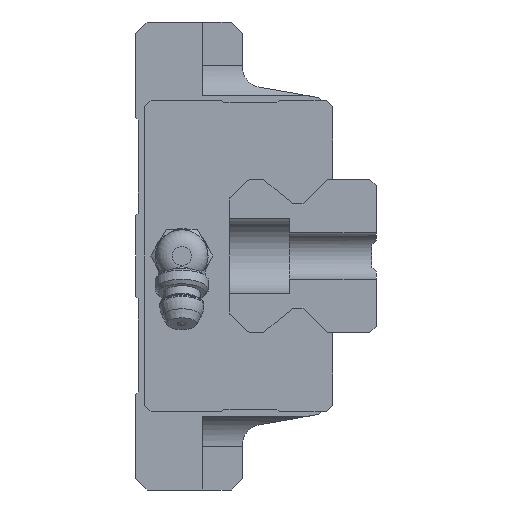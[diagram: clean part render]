
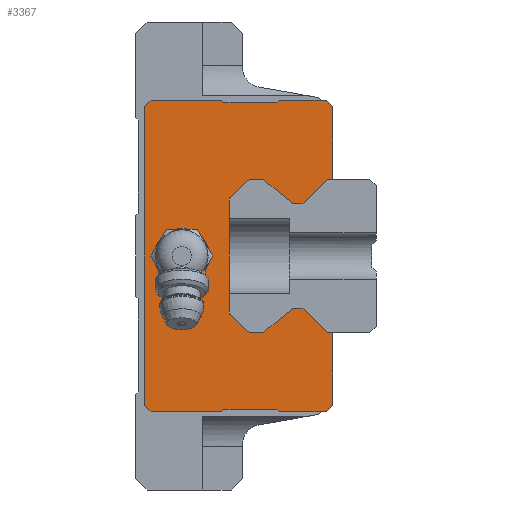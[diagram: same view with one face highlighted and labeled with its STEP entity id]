
A CAD part, left-side view. The second image highlights one B-rep face of the part: STEP entity #3367.
In plain terms, the highlighted planar face has unit normal (-1, 0, 0).
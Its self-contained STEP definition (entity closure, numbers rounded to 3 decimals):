
#670=ORIENTED_EDGE('',*,*,#1398,.F.);
#671=ORIENTED_EDGE('',*,*,#1429,.F.);
#672=ORIENTED_EDGE('',*,*,#1427,.F.);
#673=ORIENTED_EDGE('',*,*,#1425,.F.);
#674=ORIENTED_EDGE('',*,*,#1423,.F.);
#675=ORIENTED_EDGE('',*,*,#1421,.F.);
#676=ORIENTED_EDGE('',*,*,#1419,.F.);
#677=ORIENTED_EDGE('',*,*,#1417,.F.);
#678=ORIENTED_EDGE('',*,*,#1415,.F.);
#679=ORIENTED_EDGE('',*,*,#1413,.F.);
#680=ORIENTED_EDGE('',*,*,#1285,.F.);
#681=ORIENTED_EDGE('',*,*,#1282,.F.);
#682=ORIENTED_EDGE('',*,*,#1279,.F.);
#683=ORIENTED_EDGE('',*,*,#1276,.F.);
#684=ORIENTED_EDGE('',*,*,#1273,.F.);
#685=ORIENTED_EDGE('',*,*,#1270,.F.);
#686=ORIENTED_EDGE('',*,*,#1267,.F.);
#687=ORIENTED_EDGE('',*,*,#1264,.F.);
#688=ORIENTED_EDGE('',*,*,#1261,.F.);
#689=ORIENTED_EDGE('',*,*,#1258,.F.);
#690=ORIENTED_EDGE('',*,*,#1255,.F.);
#691=ORIENTED_EDGE('',*,*,#1252,.F.);
#692=ORIENTED_EDGE('',*,*,#1247,.F.);
#693=ORIENTED_EDGE('',*,*,#1412,.F.);
#694=ORIENTED_EDGE('',*,*,#1410,.F.);
#695=ORIENTED_EDGE('',*,*,#1408,.F.);
#696=ORIENTED_EDGE('',*,*,#1406,.F.);
#697=ORIENTED_EDGE('',*,*,#1404,.F.);
#698=ORIENTED_EDGE('',*,*,#1402,.F.);
#699=ORIENTED_EDGE('',*,*,#1400,.F.);
#700=ORIENTED_EDGE('',*,*,#1430,.T.);
#701=ORIENTED_EDGE('',*,*,#1431,.T.);
#702=ORIENTED_EDGE('',*,*,#1432,.T.);
#703=ORIENTED_EDGE('',*,*,#1433,.T.);
#704=ORIENTED_EDGE('',*,*,#1434,.T.);
#705=ORIENTED_EDGE('',*,*,#1435,.T.);
#1247=EDGE_CURVE('',#1709,#1710,#2025,.T.);
#1252=EDGE_CURVE('',#1710,#1714,#2030,.T.);
#1255=EDGE_CURVE('',#1714,#1716,#2033,.T.);
#1258=EDGE_CURVE('',#1716,#1718,#2036,.T.);
#1261=EDGE_CURVE('',#1718,#1720,#2039,.T.);
#1264=EDGE_CURVE('',#1720,#1722,#2042,.T.);
#1267=EDGE_CURVE('',#1722,#1724,#2045,.T.);
#1270=EDGE_CURVE('',#1724,#1726,#2048,.T.);
#1273=EDGE_CURVE('',#1726,#1728,#2051,.T.);
#1276=EDGE_CURVE('',#1728,#1730,#2054,.T.);
#1279=EDGE_CURVE('',#1730,#1732,#2057,.T.);
#1282=EDGE_CURVE('',#1732,#1734,#2060,.T.);
#1285=EDGE_CURVE('',#1734,#1736,#2063,.T.);
#1398=EDGE_CURVE('',#1805,#1806,#2169,.T.);
#1400=EDGE_CURVE('',#1806,#1807,#2171,.T.);
#1402=EDGE_CURVE('',#1807,#1808,#2173,.T.);
#1404=EDGE_CURVE('',#1808,#1809,#2175,.T.);
#1406=EDGE_CURVE('',#1809,#1810,#2177,.T.);
#1408=EDGE_CURVE('',#1810,#1811,#2179,.T.);
#1410=EDGE_CURVE('',#1811,#1812,#2181,.T.);
#1412=EDGE_CURVE('',#1812,#1709,#2183,.T.);
#1413=EDGE_CURVE('',#1736,#1813,#2184,.T.);
#1415=EDGE_CURVE('',#1813,#1814,#2186,.T.);
#1417=EDGE_CURVE('',#1814,#1815,#2188,.T.);
#1419=EDGE_CURVE('',#1815,#1816,#2190,.T.);
#1421=EDGE_CURVE('',#1816,#1817,#2192,.T.);
#1423=EDGE_CURVE('',#1817,#1818,#2194,.T.);
#1425=EDGE_CURVE('',#1818,#1819,#2196,.T.);
#1427=EDGE_CURVE('',#1819,#1820,#2198,.T.);
#1429=EDGE_CURVE('',#1820,#1805,#2200,.T.);
#1430=EDGE_CURVE('',#1821,#1822,#2201,.T.);
#1431=EDGE_CURVE('',#1822,#1823,#2202,.T.);
#1432=EDGE_CURVE('',#1823,#1824,#2203,.T.);
#1433=EDGE_CURVE('',#1824,#1825,#2204,.T.);
#1434=EDGE_CURVE('',#1825,#1826,#2205,.T.);
#1435=EDGE_CURVE('',#1826,#1821,#2206,.T.);
#1709=VERTEX_POINT('',#4948);
#1710=VERTEX_POINT('',#4950);
#1714=VERTEX_POINT('',#4960);
#1716=VERTEX_POINT('',#4966);
#1718=VERTEX_POINT('',#4972);
#1720=VERTEX_POINT('',#4978);
#1722=VERTEX_POINT('',#4984);
#1724=VERTEX_POINT('',#4990);
#1726=VERTEX_POINT('',#4996);
#1728=VERTEX_POINT('',#5002);
#1730=VERTEX_POINT('',#5008);
#1732=VERTEX_POINT('',#5014);
#1734=VERTEX_POINT('',#5020);
#1736=VERTEX_POINT('',#5026);
#1805=VERTEX_POINT('',#5246);
#1806=VERTEX_POINT('',#5248);
#1807=VERTEX_POINT('',#5252);
#1808=VERTEX_POINT('',#5256);
#1809=VERTEX_POINT('',#5260);
#1810=VERTEX_POINT('',#5264);
#1811=VERTEX_POINT('',#5268);
#1812=VERTEX_POINT('',#5272);
#1813=VERTEX_POINT('',#5278);
#1814=VERTEX_POINT('',#5282);
#1815=VERTEX_POINT('',#5286);
#1816=VERTEX_POINT('',#5290);
#1817=VERTEX_POINT('',#5294);
#1818=VERTEX_POINT('',#5298);
#1819=VERTEX_POINT('',#5302);
#1820=VERTEX_POINT('',#5306);
#1821=VERTEX_POINT('',#5312);
#1822=VERTEX_POINT('',#5313);
#1823=VERTEX_POINT('',#5315);
#1824=VERTEX_POINT('',#5317);
#1825=VERTEX_POINT('',#5319);
#1826=VERTEX_POINT('',#5321);
#2025=LINE('',#4949,#2399);
#2030=LINE('',#4959,#2404);
#2033=LINE('',#4965,#2407);
#2036=LINE('',#4971,#2410);
#2039=LINE('',#4977,#2413);
#2042=LINE('',#4983,#2416);
#2045=LINE('',#4989,#2419);
#2048=LINE('',#4995,#2422);
#2051=LINE('',#5001,#2425);
#2054=LINE('',#5007,#2428);
#2057=LINE('',#5013,#2431);
#2060=LINE('',#5019,#2434);
#2063=LINE('',#5025,#2437);
#2169=LINE('',#5247,#2543);
#2171=LINE('',#5251,#2545);
#2173=LINE('',#5255,#2547);
#2175=LINE('',#5259,#2549);
#2177=LINE('',#5263,#2551);
#2179=LINE('',#5267,#2553);
#2181=LINE('',#5271,#2555);
#2183=LINE('',#5275,#2557);
#2184=LINE('',#5277,#2558);
#2186=LINE('',#5281,#2560);
#2188=LINE('',#5285,#2562);
#2190=LINE('',#5289,#2564);
#2192=LINE('',#5293,#2566);
#2194=LINE('',#5297,#2568);
#2196=LINE('',#5301,#2570);
#2198=LINE('',#5305,#2572);
#2200=LINE('',#5309,#2574);
#2201=LINE('',#5311,#2575);
#2202=LINE('',#5314,#2576);
#2203=LINE('',#5316,#2577);
#2204=LINE('',#5318,#2578);
#2205=LINE('',#5320,#2579);
#2206=LINE('',#5322,#2580);
#2399=VECTOR('',#3922,1000.);
#2404=VECTOR('',#3929,1000.);
#2407=VECTOR('',#3934,1000.);
#2410=VECTOR('',#3939,1000.);
#2413=VECTOR('',#3944,1000.);
#2416=VECTOR('',#3949,1000.);
#2419=VECTOR('',#3954,1000.);
#2422=VECTOR('',#3959,1000.);
#2425=VECTOR('',#3964,1000.);
#2428=VECTOR('',#3969,1000.);
#2431=VECTOR('',#3974,1000.);
#2434=VECTOR('',#3979,1000.);
#2437=VECTOR('',#3984,1000.);
#2543=VECTOR('',#4182,1000.);
#2545=VECTOR('',#4186,1000.);
#2547=VECTOR('',#4190,1000.);
#2549=VECTOR('',#4194,1000.);
#2551=VECTOR('',#4198,1000.);
#2553=VECTOR('',#4202,1000.);
#2555=VECTOR('',#4206,1000.);
#2557=VECTOR('',#4210,1000.);
#2558=VECTOR('',#4213,1000.);
#2560=VECTOR('',#4217,1000.);
#2562=VECTOR('',#4221,1000.);
#2564=VECTOR('',#4225,1000.);
#2566=VECTOR('',#4229,1000.);
#2568=VECTOR('',#4233,1000.);
#2570=VECTOR('',#4237,1000.);
#2572=VECTOR('',#4241,1000.);
#2574=VECTOR('',#4245,1000.);
#2575=VECTOR('',#4248,1000.);
#2576=VECTOR('',#4249,1000.);
#2577=VECTOR('',#4250,1000.);
#2578=VECTOR('',#4251,1000.);
#2579=VECTOR('',#4252,1000.);
#2580=VECTOR('',#4253,1000.);
#2786=EDGE_LOOP('',(#670,#671,#672,#673,#674,#675,#676,#677,#678,#679,#680,
#681,#682,#683,#684,#685,#686,#687,#688,#689,#690,#691,#692,#693,#694,#695,
#696,#697,#698,#699));
#2787=EDGE_LOOP('',(#700,#701,#702,#703,#704,#705));
#3007=FACE_BOUND('',#2786,.T.);
#3008=FACE_BOUND('',#2787,.T.);
#3215=PLANE('',#3604);
#3367=ADVANCED_FACE('',(#3007,#3008),#3215,.F.);
#3604=AXIS2_PLACEMENT_3D('',#5310,#4246,#4247);
#3922=DIRECTION('',(0.,1.,0.));
#3929=DIRECTION('',(0.,0.707,-0.707));
#3934=DIRECTION('',(0.,1.,0.));
#3939=DIRECTION('',(0.,0.78,0.626));
#3944=DIRECTION('',(0.,1.,0.));
#3949=DIRECTION('',(0.,0.729,-0.685));
#3954=DIRECTION('',(0.,0.,-1.));
#3959=DIRECTION('',(0.,-0.729,-0.685));
#3964=DIRECTION('',(0.,-1.,0.));
#3969=DIRECTION('',(0.,-0.78,0.626));
#3974=DIRECTION('',(0.,-1.,0.));
#3979=DIRECTION('',(0.,-0.707,-0.707));
#3984=DIRECTION('',(0.,-1.,0.));
#4182=DIRECTION('',(0.,-0.707,0.707));
#4186=DIRECTION('',(0.,-1.,0.));
#4190=DIRECTION('',(0.,-0.707,-0.707));
#4194=DIRECTION('',(0.,-1.,0.));
#4198=DIRECTION('',(0.,-0.707,0.707));
#4202=DIRECTION('',(0.,-1.,0.));
#4206=DIRECTION('',(0.,-0.707,-0.707));
#4210=DIRECTION('',(0.,0.,-1.));
#4213=DIRECTION('',(0.,0.,-1.));
#4217=DIRECTION('',(0.,0.707,-0.707));
#4221=DIRECTION('',(0.,1.,0.));
#4225=DIRECTION('',(0.,0.707,0.707));
#4229=DIRECTION('',(0.,1.,0.));
#4233=DIRECTION('',(0.,0.707,-0.707));
#4237=DIRECTION('',(0.,1.,0.));
#4241=DIRECTION('',(0.,0.707,0.707));
#4245=DIRECTION('',(0.,0.,1.));
#4246=DIRECTION('',(1.,0.,0.));
#4247=DIRECTION('',(0.,0.,-1.));
#4248=DIRECTION('',(0.,1.,0.));
#4249=DIRECTION('',(0.,0.5,0.866));
#4250=DIRECTION('',(0.,-0.5,0.866));
#4251=DIRECTION('',(0.,-1.,0.));
#4252=DIRECTION('',(0.,-0.5,-0.866));
#4253=DIRECTION('',(0.,0.5,-0.866));
#4948=CARTESIAN_POINT('',(-41.65,-33.5,11.5));
#4949=CARTESIAN_POINT('',(-41.65,-33.5,11.5));
#4950=CARTESIAN_POINT('',(-41.65,-32.63,11.5));
#4959=CARTESIAN_POINT('',(-41.65,-32.63,11.5));
#4960=CARTESIAN_POINT('',(-41.65,-29.03,7.9));
#4965=CARTESIAN_POINT('',(-41.65,-29.03,7.9));
#4966=CARTESIAN_POINT('',(-41.65,-27.48,7.9));
#4971=CARTESIAN_POINT('',(-41.65,-27.48,7.9));
#4972=CARTESIAN_POINT('',(-41.65,-23.,11.5));
#4977=CARTESIAN_POINT('',(-41.65,-23.,11.5));
#4978=CARTESIAN_POINT('',(-41.65,-21.,11.5));
#4983=CARTESIAN_POINT('',(-41.65,-21.,11.5));
#4984=CARTESIAN_POINT('',(-41.65,-18.,8.68));
#4989=CARTESIAN_POINT('',(-41.65,-18.,8.68));
#4990=CARTESIAN_POINT('',(-41.65,-18.,-8.68));
#4995=CARTESIAN_POINT('',(-41.65,-18.,-8.68));
#4996=CARTESIAN_POINT('',(-41.65,-21.,-11.5));
#5001=CARTESIAN_POINT('',(-41.65,-21.,-11.5));
#5002=CARTESIAN_POINT('',(-41.65,-23.,-11.5));
#5007=CARTESIAN_POINT('',(-41.65,-23.,-11.5));
#5008=CARTESIAN_POINT('',(-41.65,-27.48,-7.9));
#5013=CARTESIAN_POINT('',(-41.65,-27.48,-7.9));
#5014=CARTESIAN_POINT('',(-41.65,-29.03,-7.9));
#5019=CARTESIAN_POINT('',(-41.65,-29.03,-7.9));
#5020=CARTESIAN_POINT('',(-41.65,-32.63,-11.5));
#5025=CARTESIAN_POINT('',(-41.65,-32.63,-11.5));
#5026=CARTESIAN_POINT('',(-41.65,-33.5,-11.5));
#5246=CARTESIAN_POINT('',(-41.65,-5.3,22.3));
#5247=CARTESIAN_POINT('',(-41.65,-5.3,22.3));
#5248=CARTESIAN_POINT('',(-41.65,-6.3,23.3));
#5251=CARTESIAN_POINT('',(-41.65,-6.3,23.3));
#5252=CARTESIAN_POINT('',(-41.65,-16.8,23.3));
#5255=CARTESIAN_POINT('',(-41.65,-16.8,23.3));
#5256=CARTESIAN_POINT('',(-41.65,-17.2,22.9));
#5259=CARTESIAN_POINT('',(-41.65,-17.2,22.9));
#5260=CARTESIAN_POINT('',(-41.65,-25.1,22.9));
#5263=CARTESIAN_POINT('',(-41.65,-25.1,22.9));
#5264=CARTESIAN_POINT('',(-41.65,-25.5,23.3));
#5267=CARTESIAN_POINT('',(-41.65,-25.5,23.3));
#5268=CARTESIAN_POINT('',(-41.65,-32.5,23.3));
#5271=CARTESIAN_POINT('',(-41.65,-32.5,23.3));
#5272=CARTESIAN_POINT('',(-41.65,-33.5,22.3));
#5275=CARTESIAN_POINT('',(-41.65,-33.5,22.3));
#5277=CARTESIAN_POINT('',(-41.65,-33.5,-11.5));
#5278=CARTESIAN_POINT('',(-41.65,-33.5,-22.3));
#5281=CARTESIAN_POINT('',(-41.65,-33.5,-22.3));
#5282=CARTESIAN_POINT('',(-41.65,-32.5,-23.3));
#5285=CARTESIAN_POINT('',(-41.65,-32.5,-23.3));
#5286=CARTESIAN_POINT('',(-41.65,-25.5,-23.3));
#5289=CARTESIAN_POINT('',(-41.65,-25.5,-23.3));
#5290=CARTESIAN_POINT('',(-41.65,-25.1,-22.9));
#5293=CARTESIAN_POINT('',(-41.65,-25.1,-22.9));
#5294=CARTESIAN_POINT('',(-41.65,-17.2,-22.9));
#5297=CARTESIAN_POINT('',(-41.65,-17.2,-22.9));
#5298=CARTESIAN_POINT('',(-41.65,-16.8,-23.3));
#5301=CARTESIAN_POINT('',(-41.65,-16.8,-23.3));
#5302=CARTESIAN_POINT('',(-41.65,-6.3,-23.3));
#5305=CARTESIAN_POINT('',(-41.65,-6.3,-23.3));
#5306=CARTESIAN_POINT('',(-41.65,-5.3,-22.3));
#5309=CARTESIAN_POINT('',(-41.65,-5.3,-22.3));
#5310=CARTESIAN_POINT('',(-41.65,0.,0.));
#5311=CARTESIAN_POINT('',(-41.65,-13.209,-4.));
#5312=CARTESIAN_POINT('',(-41.65,-13.209,-4.));
#5313=CARTESIAN_POINT('',(-41.65,-8.591,-4.));
#5314=CARTESIAN_POINT('',(-41.65,-8.591,-4.));
#5315=CARTESIAN_POINT('',(-41.65,-6.281,0.));
#5316=CARTESIAN_POINT('',(-41.65,-6.281,0.));
#5317=CARTESIAN_POINT('',(-41.65,-8.591,4.));
#5318=CARTESIAN_POINT('',(-41.65,-8.591,4.));
#5319=CARTESIAN_POINT('',(-41.65,-13.209,4.));
#5320=CARTESIAN_POINT('',(-41.65,-13.209,4.));
#5321=CARTESIAN_POINT('',(-41.65,-15.519,0.));
#5322=CARTESIAN_POINT('',(-41.65,-15.519,0.));
